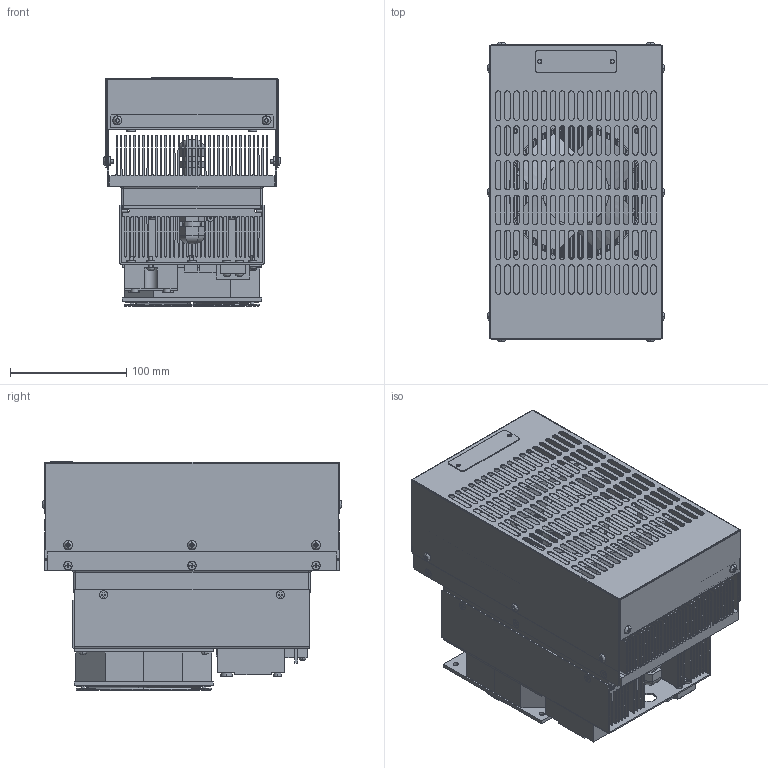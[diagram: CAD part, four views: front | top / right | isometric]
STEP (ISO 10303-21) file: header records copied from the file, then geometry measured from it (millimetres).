
FILE_DESCRIPTION (( 'STEP AP203' ), '1' );
FILE_NAME ('ahp-400.STEP', '2016-05-11T14:58:17', ( '' ), ( '' ), 'SwSTEP 2.0', 'SolidWorks 2016', '' );
FILE_SCHEMA (( 'CONFIG_CONTROL_DESIGN' ));
Length unit declared in the file: inch
Products named in the file (1): ahp-400
Bounding box: 152.45 x 258.06 x 197.82 mm (x, y, z)
Surface area: 1726875.7 mm2 (no closed solid volume)
Topology: 0 solids, 151 shells, 3016 faces, 8106 edges, 5395 vertices
Faces by surface type: plane 1612, cylinder 1205, cone 88, bspline 69, torus 42
Entity records: 101838 total; most frequent: CARTESIAN_POINT 25993, ORIENTED_EDGE 15908, DIRECTION 15316, EDGE_CURVE 8051, VERTEX_POINT 5395, AXIS2_PLACEMENT_3D 5350, VECTOR 4616, LINE 4616
